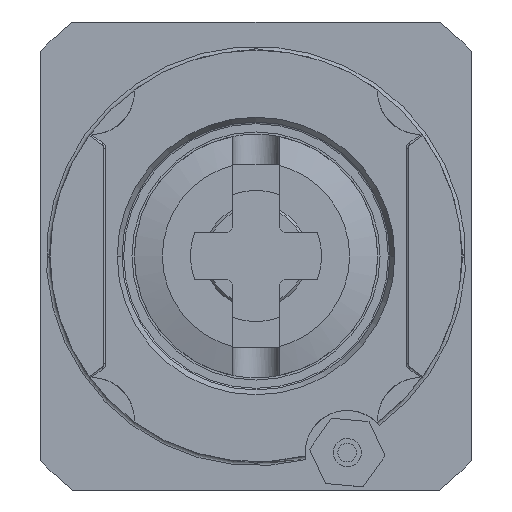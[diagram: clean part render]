
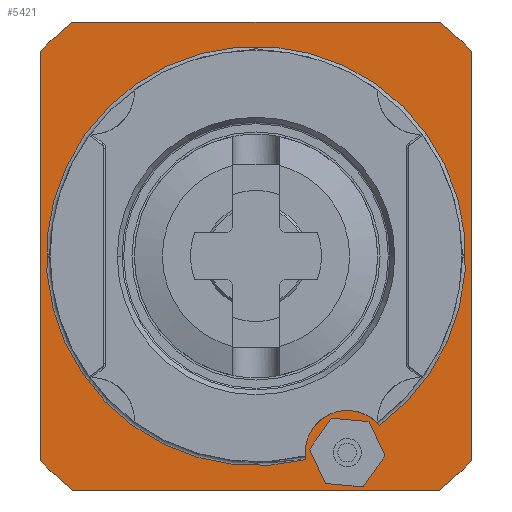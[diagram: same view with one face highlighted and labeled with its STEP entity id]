
A CAD part, left-side view. The second image highlights one B-rep face of the part: STEP entity #5421.
In plain terms, the highlighted planar face has unit normal (-1, 0, 0).
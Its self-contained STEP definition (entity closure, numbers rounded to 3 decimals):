
#1=CARTESIAN_POINT('',(-30.,0.,0.));
#2=DIRECTION('',(-1.,0.,0.));
#3=DIRECTION('',(0.,0.616,0.787));
#4=AXIS2_PLACEMENT_3D('',#1,#2,#3);
#386=DIRECTION('',(0.,-1.,0.));
#387=VECTOR('',#386,78.288);
#388=CARTESIAN_POINT('',(-30.,39.144,50.));
#389=LINE('',#388,#387);
#390=DIRECTION('',(0.,0.,-1.));
#391=VECTOR('',#390,87.55);
#392=CARTESIAN_POINT('',(-30.,-46.,43.775));
#393=LINE('',#392,#391);
#394=DIRECTION('',(0.,1.,0.));
#395=VECTOR('',#394,78.288);
#396=CARTESIAN_POINT('',(-30.,-39.144,-50.));
#397=LINE('',#396,#395);
#398=DIRECTION('',(0.,0.,1.));
#399=VECTOR('',#398,87.55);
#400=CARTESIAN_POINT('',(-30.,46.,-43.775));
#401=LINE('',#400,#399);
#402=CARTESIAN_POINT('',(-30.,-19.5,-42.));
#403=DIRECTION('',(-1.,0.,0.));
#404=DIRECTION('',(0.,-0.421,-0.907));
#405=AXIS2_PLACEMENT_3D('',#402,#403,#404);
#407=CARTESIAN_POINT('',(-30.,-19.5,-42.));
#408=DIRECTION('',(-1.,0.,0.));
#409=DIRECTION('',(0.,0.421,0.907));
#410=AXIS2_PLACEMENT_3D('',#407,#408,#409);
#412=CARTESIAN_POINT('',(-30.,0.,0.));
#413=DIRECTION('',(1.,0.,0.));
#414=DIRECTION('',(0.,-0.616,0.787));
#415=AXIS2_PLACEMENT_3D('',#412,#413,#414);
#425=CARTESIAN_POINT('',(-30.,0.,0.));
#426=DIRECTION('',(1.,0.,0.));
#427=DIRECTION('',(0.,-0.724,-0.689));
#428=AXIS2_PLACEMENT_3D('',#425,#426,#427);
#532=CARTESIAN_POINT('',(-30.,0.,0.));
#533=DIRECTION('',(-1.,0.,0.));
#534=DIRECTION('',(0.,0.724,-0.689));
#535=AXIS2_PLACEMENT_3D('',#532,#533,#534);
#746=CARTESIAN_POINT('',(-30.,0.,0.));
#747=DIRECTION('',(1.,0.,0.));
#748=DIRECTION('',(0.,-0.237,-0.971));
#749=AXIS2_PLACEMENT_3D('',#746,#747,#748);
#767=CARTESIAN_POINT('',(-30.,-26.386,-36.205));
#832=CARTESIAN_POINT('',(-30.,-19.5,-42.));
#833=DIRECTION('',(-1.,0.,0.));
#834=DIRECTION('',(0.,-0.765,0.644));
#835=AXIS2_PLACEMENT_3D('',#832,#833,#834);
#3947=CARTESIAN_POINT('',(-30.,39.144,50.));
#3949=VERTEX_POINT('',#3947);
#3951=CARTESIAN_POINT('',(-30.,39.144,-50.));
#3953=VERTEX_POINT('',#3951);
#3955=CARTESIAN_POINT('',(-30.,46.,43.775));
#3957=VERTEX_POINT('',#3955);
#3959=CARTESIAN_POINT('',(-30.,46.,-43.775));
#3961=VERTEX_POINT('',#3959);
#3968=CARTESIAN_POINT('',(-30.,-39.144,50.));
#3969=VERTEX_POINT('',#3968);
#3970=CARTESIAN_POINT('',(-30.,-46.,43.775));
#3971=CARTESIAN_POINT('',(-30.,-46.,-43.775));
#3972=VERTEX_POINT('',#3970);
#3973=VERTEX_POINT('',#3971);
#3974=CARTESIAN_POINT('',(-30.,-39.144,-50.));
#3975=VERTEX_POINT('',#3974);
#3994=VERTEX_POINT('',#767);
#4009=CARTESIAN_POINT('',(-30.,-10.629,-43.521));
#4010=VERTEX_POINT('',#4009);
#4565=CARTESIAN_POINT('',(-30.,-22.448,-48.349));
#4566=CARTESIAN_POINT('',(-30.,-16.552,-35.651));
#4567=VERTEX_POINT('',#4565);
#4568=VERTEX_POINT('',#4566);
#5389=CARTESIAN_POINT('',(-30.,0.,0.));
#5390=DIRECTION('',(-1.,0.,0.));
#5391=DIRECTION('',(0.,0.,-1.));
#5392=AXIS2_PLACEMENT_3D('',#5389,#5390,#5391);
#5393=PLANE('',#5392);
#5394=ORIENTED_EDGE('',*,*,#4993,.T.);
#5396=ORIENTED_EDGE('',*,*,#5395,.T.);
#5398=ORIENTED_EDGE('',*,*,#5397,.T.);
#5400=ORIENTED_EDGE('',*,*,#5399,.T.);
#5402=ORIENTED_EDGE('',*,*,#5401,.T.);
#5404=ORIENTED_EDGE('',*,*,#5403,.F.);
#5405=ORIENTED_EDGE('',*,*,#5381,.T.);
#5406=ORIENTED_EDGE('',*,*,#4967,.F.);
#5407=EDGE_LOOP('',(#5394,#5396,#5398,#5400,#5402,#5404,#5405,#5406));
#5408=FACE_OUTER_BOUND('',#5407,.F.);
#5410=ORIENTED_EDGE('',*,*,#5409,.F.);
#5412=ORIENTED_EDGE('',*,*,#5411,.F.);
#5413=EDGE_LOOP('',(#5410,#5412));
#5414=FACE_BOUND('',#5413,.F.);
#5416=ORIENTED_EDGE('',*,*,#5415,.T.);
#5418=ORIENTED_EDGE('',*,*,#5417,.T.);
#5419=EDGE_LOOP('',(#5416,#5418));
#5420=FACE_BOUND('',#5419,.F.);
#5421=ADVANCED_FACE('',(#5408,#5414,#5420),#5393,.T.);
#5=CIRCLE('',#4,63.5);
#406=CIRCLE('',#405,7.);
#411=CIRCLE('',#410,7.);
#416=CIRCLE('',#415,63.5);
#429=CIRCLE('',#428,63.5);
#536=CIRCLE('',#535,63.5);
#750=CIRCLE('',#749,44.8);
#836=CIRCLE('',#835,9.);
#4967=EDGE_CURVE('',#3949,#3957,#5,.T.);
#4993=EDGE_CURVE('',#3949,#3969,#389,.T.);
#5381=EDGE_CURVE('',#3961,#3957,#401,.T.);
#5395=EDGE_CURVE('',#3969,#3972,#416,.T.);
#5397=EDGE_CURVE('',#3972,#3973,#393,.T.);
#5399=EDGE_CURVE('',#3973,#3975,#429,.T.);
#5401=EDGE_CURVE('',#3975,#3953,#397,.T.);
#5403=EDGE_CURVE('',#3961,#3953,#536,.T.);
#5409=EDGE_CURVE('',#4010,#3994,#750,.T.);
#5411=EDGE_CURVE('',#3994,#4010,#836,.T.);
#5415=EDGE_CURVE('',#4567,#4568,#406,.T.);
#5417=EDGE_CURVE('',#4568,#4567,#411,.T.);
